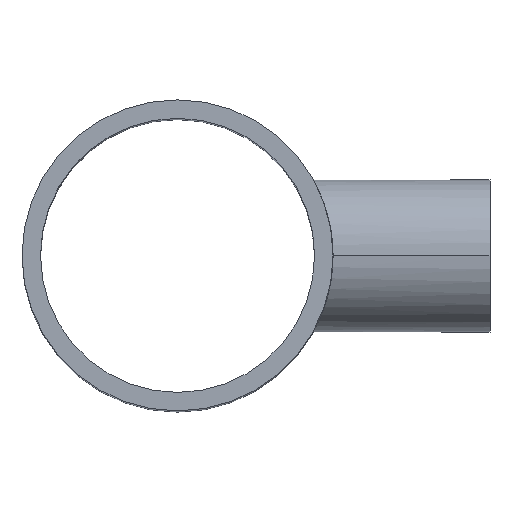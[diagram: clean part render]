
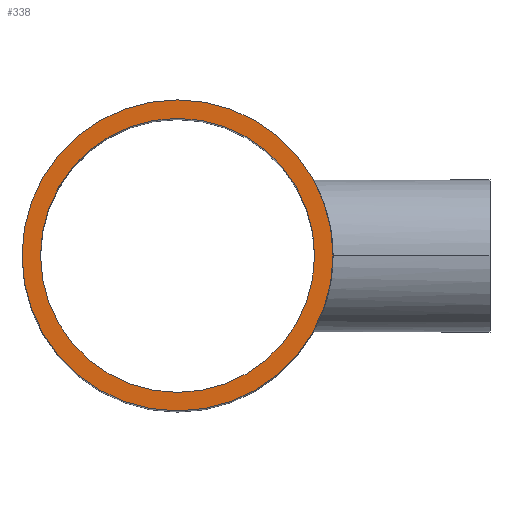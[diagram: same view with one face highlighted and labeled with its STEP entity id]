
A CAD part, top view. The second image highlights one B-rep face of the part: STEP entity #338.
In plain terms, the highlighted planar face has unit normal (0, 0, 1).
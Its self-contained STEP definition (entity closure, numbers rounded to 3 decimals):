
#1 = VERTEX_POINT ( 'NONE', #310 ) ;
#16 = CIRCLE ( 'NONE', #74, 99.1 ) ;
#24 = VERTEX_POINT ( 'NONE', #350 ) ;
#39 = EDGE_LOOP ( 'NONE', ( #249, #53 ) ) ;
#40 = DIRECTION ( 'NONE',  ( 1., 0., 0. ) ) ;
#53 = ORIENTED_EDGE ( 'NONE', *, *, #435, .F. ) ;
#66 = AXIS2_PLACEMENT_3D ( 'NONE', #444, #593, #596 ) ;
#74 = AXIS2_PLACEMENT_3D ( 'NONE', #619, #144, #615 ) ;
#87 = AXIS2_PLACEMENT_3D ( 'NONE', #659, #400, #459 ) ;
#128 = CARTESIAN_POINT ( 'NONE',  ( 0., 0., 263.5 ) ) ;
#144 = DIRECTION ( 'NONE',  ( 0., 0., 1. ) ) ;
#161 = CARTESIAN_POINT ( 'NONE',  ( 0., 0., 263.5 ) ) ;
#201 = PLANE ( 'NONE',  #335 ) ;
#234 = EDGE_CURVE ( 'NONE', #610, #24, #655, .T. ) ;
#245 = ORIENTED_EDGE ( 'NONE', *, *, #234, .T. ) ;
#249 = ORIENTED_EDGE ( 'NONE', *, *, #562, .F. ) ;
#301 = CIRCLE ( 'NONE', #87, 112.5 ) ;
#310 = CARTESIAN_POINT ( 'NONE',  ( 99.1, 0., 263.5 ) ) ;
#317 = ORIENTED_EDGE ( 'NONE', *, *, #535, .T. ) ;
#323 = DIRECTION ( 'NONE',  ( 0., 0., 1. ) ) ;
#335 = AXIS2_PLACEMENT_3D ( 'NONE', #128, #414, #40 ) ;
#338 = ADVANCED_FACE ( 'NONE', ( #451, #454 ), #201, .T. ) ;
#346 = CIRCLE ( 'NONE', #66, 99.1 ) ;
#350 = CARTESIAN_POINT ( 'NONE',  ( -112.5, 0., 263.5 ) ) ;
#385 = AXIS2_PLACEMENT_3D ( 'NONE', #161, #323, #639 ) ;
#400 = DIRECTION ( 'NONE',  ( 0., 0., 1. ) ) ;
#414 = DIRECTION ( 'NONE',  ( 0., 0., 1. ) ) ;
#435 = EDGE_CURVE ( 'NONE', #1, #458, #16, .T. ) ;
#444 = CARTESIAN_POINT ( 'NONE',  ( 0., 0., 263.5 ) ) ;
#451 = FACE_OUTER_BOUND ( 'NONE', #475, .T. ) ;
#454 = FACE_BOUND ( 'NONE', #39, .T. ) ;
#458 = VERTEX_POINT ( 'NONE', #510 ) ;
#459 = DIRECTION ( 'NONE',  ( 1., 0., 0. ) ) ;
#475 = EDGE_LOOP ( 'NONE', ( #317, #245 ) ) ;
#510 = CARTESIAN_POINT ( 'NONE',  ( -99.1, 0., 263.5 ) ) ;
#535 = EDGE_CURVE ( 'NONE', #24, #610, #301, .T. ) ;
#539 = CARTESIAN_POINT ( 'NONE',  ( 112.5, 0., 263.5 ) ) ;
#562 = EDGE_CURVE ( 'NONE', #458, #1, #346, .T. ) ;
#593 = DIRECTION ( 'NONE',  ( 0., 0., 1. ) ) ;
#596 = DIRECTION ( 'NONE',  ( 1., 0., 0. ) ) ;
#610 = VERTEX_POINT ( 'NONE', #539 ) ;
#615 = DIRECTION ( 'NONE',  ( 1., 0., 0. ) ) ;
#619 = CARTESIAN_POINT ( 'NONE',  ( 0., 0., 263.5 ) ) ;
#639 = DIRECTION ( 'NONE',  ( 1., 0., 0. ) ) ;
#655 = CIRCLE ( 'NONE', #385, 112.5 ) ;
#659 = CARTESIAN_POINT ( 'NONE',  ( 0., 0., 263.5 ) ) ;
